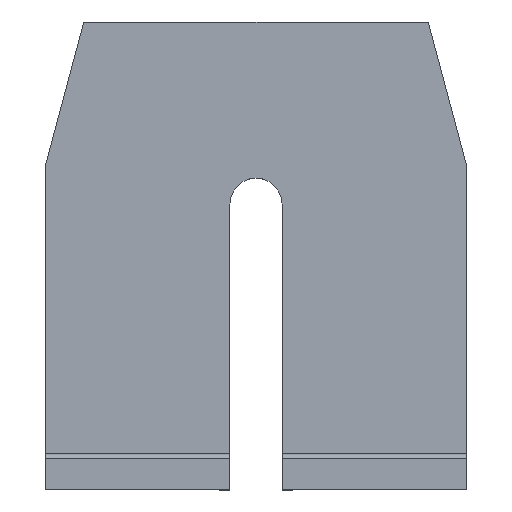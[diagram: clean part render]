
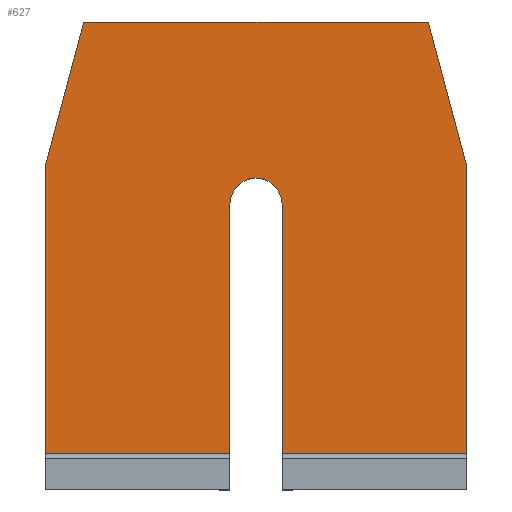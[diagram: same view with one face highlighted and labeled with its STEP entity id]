
A CAD part, top view. The second image highlights one B-rep face of the part: STEP entity #627.
In plain terms, the highlighted planar face has unit normal (0, 0, 1).
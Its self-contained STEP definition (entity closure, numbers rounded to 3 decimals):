
#3 = EDGE_CURVE ( 'NONE', #375, #677, #608, .T. ) ;
#5 = VERTEX_POINT ( 'NONE', #701 ) ;
#56 = CARTESIAN_POINT ( 'NONE',  ( 8.1, 12.5, 0. ) ) ;
#64 = CARTESIAN_POINT ( 'NONE',  ( 1., 18., 0. ) ) ;
#65 = EDGE_CURVE ( 'NONE', #721, #617, #593, .T. ) ;
#76 = DIRECTION ( 'NONE',  ( 0., -1., 0. ) ) ;
#104 = CARTESIAN_POINT ( 'NONE',  ( -8.1, 12.5, 0. ) ) ;
#105 = ORIENTED_EDGE ( 'NONE', *, *, #722, .F. ) ;
#107 = EDGE_LOOP ( 'NONE', ( #906, #910, #880, #916, #920, #820, #167, #155, #105, #686 ) ) ;
#109 = DIRECTION ( 'NONE',  ( -1., 0., 0. ) ) ;
#111 = CARTESIAN_POINT ( 'NONE',  ( 0., 11., 0. ) ) ;
#112 = DIRECTION ( 'NONE',  ( 0., 0., -1. ) ) ;
#118 = DIRECTION ( 'NONE',  ( 0.259, 0.966, 0. ) ) ;
#124 = DIRECTION ( 'NONE',  ( -1., 0., 0. ) ) ;
#125 = VERTEX_POINT ( 'NONE', #574 ) ;
#130 = CARTESIAN_POINT ( 'NONE',  ( 8.1, 1.4, 0. ) ) ;
#133 = CARTESIAN_POINT ( 'NONE',  ( 8.1, 1.4, 0. ) ) ;
#152 = CARTESIAN_POINT ( 'NONE',  ( 1., 11., 0. ) ) ;
#155 = ORIENTED_EDGE ( 'NONE', *, *, #549, .T. ) ;
#156 = DIRECTION ( 'NONE',  ( -1., 0., 0. ) ) ;
#164 = CARTESIAN_POINT ( 'NONE',  ( -8.1, 18., 0. ) ) ;
#167 = ORIENTED_EDGE ( 'NONE', *, *, #738, .F. ) ;
#180 = CARTESIAN_POINT ( 'NONE',  ( 6.626, 18., 0. ) ) ;
#184 = CARTESIAN_POINT ( 'NONE',  ( -1., 11., 0. ) ) ;
#192 = CARTESIAN_POINT ( 'NONE',  ( -8.1, 1.4, 0. ) ) ;
#209 = DIRECTION ( 'NONE',  ( -1., 0., 0. ) ) ;
#210 = DIRECTION ( 'NONE',  ( 0., 0., -1. ) ) ;
#214 = PLANE ( 'NONE',  #871 ) ;
#218 = CARTESIAN_POINT ( 'NONE',  ( 1., 1.4, 0. ) ) ;
#228 = CARTESIAN_POINT ( 'NONE',  ( -8.1, 18., 0. ) ) ;
#229 = CARTESIAN_POINT ( 'NONE',  ( 8.1, 12.5, 0. ) ) ;
#230 = DIRECTION ( 'NONE',  ( 0.259, -0.966, 0. ) ) ;
#263 = LINE ( 'NONE', #64, #273 ) ;
#273 = VECTOR ( 'NONE', #76, 1000. ) ;
#274 = DIRECTION ( 'NONE',  ( 0., -1., 0. ) ) ;
#276 = CARTESIAN_POINT ( 'NONE',  ( -8.1, 0., 0. ) ) ;
#278 = CARTESIAN_POINT ( 'NONE',  ( 8.1, 0., 0. ) ) ;
#286 = DIRECTION ( 'NONE',  ( 0., 1., 0. ) ) ;
#291 = VECTOR ( 'NONE', #118, 1000. ) ;
#300 = LINE ( 'NONE', #104, #291 ) ;
#305 = CIRCLE ( 'NONE', #885, 1. ) ;
#311 = VECTOR ( 'NONE', #124, 1000. ) ;
#317 = LINE ( 'NONE', #130, #311 ) ;
#335 = VECTOR ( 'NONE', #156, 1000. ) ;
#339 = LINE ( 'NONE', #164, #335 ) ;
#375 = VERTEX_POINT ( 'NONE', #379 ) ;
#379 = CARTESIAN_POINT ( 'NONE',  ( -1., 1.4, 0. ) ) ;
#387 = FACE_OUTER_BOUND ( 'NONE', #107, .T. ) ;
#392 = LINE ( 'NONE', #229, #396 ) ;
#396 = VECTOR ( 'NONE', #230, 1000. ) ;
#422 = VECTOR ( 'NONE', #274, 1000. ) ;
#431 = VECTOR ( 'NONE', #286, 1000. ) ;
#432 = LINE ( 'NONE', #276, #422 ) ;
#434 = LINE ( 'NONE', #278, #431 ) ;
#537 = EDGE_CURVE ( 'NONE', #721, #826, #434, .T. ) ;
#549 = EDGE_CURVE ( 'NONE', #125, #654, #432, .T. ) ;
#572 = EDGE_CURVE ( 'NONE', #692, #826, #392, .T. ) ;
#574 = CARTESIAN_POINT ( 'NONE',  ( -8.1, 12.5, 0. ) ) ;
#582 = VECTOR ( 'NONE', #676, 1000. ) ;
#593 = LINE ( 'NONE', #669, #582 ) ;
#607 = VECTOR ( 'NONE', #917, 1000. ) ;
#608 = LINE ( 'NONE', #907, #607 ) ;
#617 = VERTEX_POINT ( 'NONE', #218 ) ;
#627 = ADVANCED_FACE ( 'NONE', ( #387 ), #214, .F. ) ;
#654 = VERTEX_POINT ( 'NONE', #192 ) ;
#669 = CARTESIAN_POINT ( 'NONE',  ( 8.1, 1.4, 0. ) ) ;
#676 = DIRECTION ( 'NONE',  ( -1., 0., 0. ) ) ;
#677 = VERTEX_POINT ( 'NONE', #184 ) ;
#686 = ORIENTED_EDGE ( 'NONE', *, *, #3, .T. ) ;
#692 = VERTEX_POINT ( 'NONE', #180 ) ;
#701 = CARTESIAN_POINT ( 'NONE',  ( -6.626, 18., 0. ) ) ;
#709 = EDGE_CURVE ( 'NONE', #692, #5, #339, .T. ) ;
#713 = VERTEX_POINT ( 'NONE', #152 ) ;
#721 = VERTEX_POINT ( 'NONE', #133 ) ;
#722 = EDGE_CURVE ( 'NONE', #375, #654, #317, .T. ) ;
#730 = EDGE_CURVE ( 'NONE', #677, #713, #305, .T. ) ;
#738 = EDGE_CURVE ( 'NONE', #125, #5, #300, .T. ) ;
#795 = EDGE_CURVE ( 'NONE', #713, #617, #263, .T. ) ;
#820 = ORIENTED_EDGE ( 'NONE', *, *, #709, .T. ) ;
#826 = VERTEX_POINT ( 'NONE', #56 ) ;
#871 = AXIS2_PLACEMENT_3D ( 'NONE', #228, #210, #209 ) ;
#880 = ORIENTED_EDGE ( 'NONE', *, *, #65, .F. ) ;
#885 = AXIS2_PLACEMENT_3D ( 'NONE', #111, #112, #109 ) ;
#906 = ORIENTED_EDGE ( 'NONE', *, *, #730, .T. ) ;
#907 = CARTESIAN_POINT ( 'NONE',  ( -1., 18., 0. ) ) ;
#910 = ORIENTED_EDGE ( 'NONE', *, *, #795, .T. ) ;
#916 = ORIENTED_EDGE ( 'NONE', *, *, #537, .T. ) ;
#917 = DIRECTION ( 'NONE',  ( 0., 1., 0. ) ) ;
#920 = ORIENTED_EDGE ( 'NONE', *, *, #572, .F. ) ;
